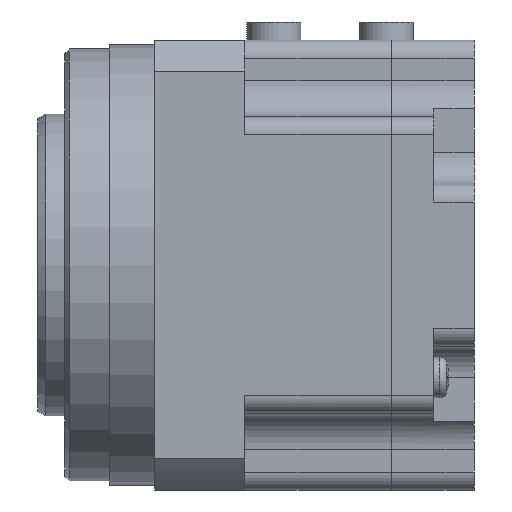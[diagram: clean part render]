
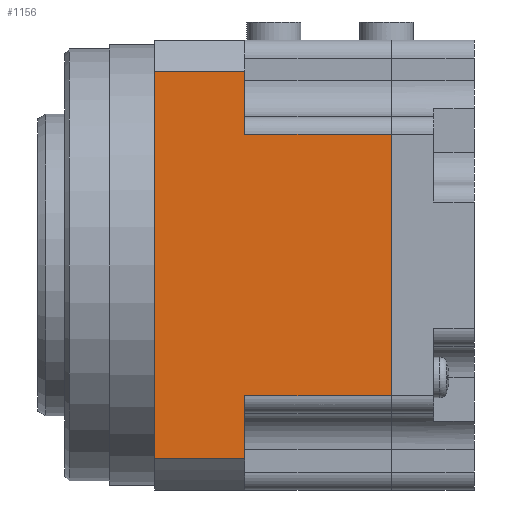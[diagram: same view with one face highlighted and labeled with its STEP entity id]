
A CAD part, front view. The second image highlights one B-rep face of the part: STEP entity #1156.
In plain terms, the highlighted planar face has unit normal (0, -1, 0).
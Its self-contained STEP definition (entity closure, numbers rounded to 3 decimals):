
#143 = VECTOR ( 'NONE', #1701, 1000. ) ;
#474 = ORIENTED_EDGE ( 'NONE', *, *, #14555, .T. ) ;
#759 = ORIENTED_EDGE ( 'NONE', *, *, #7787, .F. ) ;
#1096 = DIRECTION ( 'NONE',  ( 0., 0., 1. ) ) ;
#1098 = CARTESIAN_POINT ( 'NONE',  ( 10., -25., 14.5 ) ) ;
#1134 = ORIENTED_EDGE ( 'NONE', *, *, #14082, .T. ) ;
#1156 = ADVANCED_FACE ( 'NONE', ( #12058 ), #8507, .T. ) ;
#1159 = CARTESIAN_POINT ( 'NONE',  ( 10., -25., -14.5 ) ) ;
#1266 = ORIENTED_EDGE ( 'NONE', *, *, #7694, .T. ) ;
#1346 = VECTOR ( 'NONE', #1905, 1000. ) ;
#1389 = DIRECTION ( 'NONE',  ( 0., 0., -1. ) ) ;
#1391 = LINE ( 'NONE', #4838, #7739 ) ;
#1701 = DIRECTION ( 'NONE',  ( 0., 0., -1. ) ) ;
#1905 = DIRECTION ( 'NONE',  ( 0., 0., -1. ) ) ;
#2558 = EDGE_CURVE ( 'NONE', #15349, #15211, #6775, .T. ) ;
#3572 = CARTESIAN_POINT ( 'NONE',  ( 26.3, -25., 14.5 ) ) ;
#3714 = LINE ( 'NONE', #4134, #10068 ) ;
#3927 = CARTESIAN_POINT ( 'NONE',  ( 0., -25., -21.541 ) ) ;
#4134 = CARTESIAN_POINT ( 'NONE',  ( 0., -25., -14.5 ) ) ;
#4531 = LINE ( 'NONE', #6649, #1346 ) ;
#4838 = CARTESIAN_POINT ( 'NONE',  ( 0., -25., 14.5 ) ) ;
#4992 = ORIENTED_EDGE ( 'NONE', *, *, #2558, .T. ) ;
#5344 = VERTEX_POINT ( 'NONE', #1098 ) ;
#5443 = CARTESIAN_POINT ( 'NONE',  ( 10., -25., 21.541 ) ) ;
#5553 = ORIENTED_EDGE ( 'NONE', *, *, #14638, .T. ) ;
#5555 = CARTESIAN_POINT ( 'NONE',  ( 0., -25., -21.541 ) ) ;
#6314 = LINE ( 'NONE', #9464, #11543 ) ;
#6533 = DIRECTION ( 'NONE',  ( 1., 0., 0. ) ) ;
#6616 = LINE ( 'NONE', #8528, #9415 ) ;
#6649 = CARTESIAN_POINT ( 'NONE',  ( 10., -25., -16.5 ) ) ;
#6775 = LINE ( 'NONE', #8324, #12376 ) ;
#7118 = EDGE_LOOP ( 'NONE', ( #759, #1266, #7127, #4992, #5553, #474, #13147, #1134 ) ) ;
#7127 = ORIENTED_EDGE ( 'NONE', *, *, #14931, .T. ) ;
#7308 = CARTESIAN_POINT ( 'NONE',  ( 0., -25., -21.541 ) ) ;
#7694 = EDGE_CURVE ( 'NONE', #12468, #5344, #1391, .T. ) ;
#7739 = VECTOR ( 'NONE', #13176, 1000. ) ;
#7787 = EDGE_CURVE ( 'NONE', #12468, #12635, #6616, .T. ) ;
#8221 = VERTEX_POINT ( 'NONE', #9589 ) ;
#8324 = CARTESIAN_POINT ( 'NONE',  ( 0., -25., 21.541 ) ) ;
#8507 = PLANE ( 'NONE',  #8733 ) ;
#8528 = CARTESIAN_POINT ( 'NONE',  ( 26.3, -25., 0. ) ) ;
#8733 = AXIS2_PLACEMENT_3D ( 'NONE', #7308, #9656, #9710 ) ;
#9368 = EDGE_CURVE ( 'NONE', #11175, #8221, #4531, .T. ) ;
#9415 = VECTOR ( 'NONE', #1389, 1000. ) ;
#9464 = CARTESIAN_POINT ( 'NONE',  ( 10., -25., 16.5 ) ) ;
#9589 = CARTESIAN_POINT ( 'NONE',  ( 10., -25., -21.541 ) ) ;
#9656 = DIRECTION ( 'NONE',  ( 0., -1., 0. ) ) ;
#9710 = DIRECTION ( 'NONE',  ( 0., 0., -1. ) ) ;
#10038 = CARTESIAN_POINT ( 'NONE',  ( 0., -25., -21.541 ) ) ;
#10068 = VECTOR ( 'NONE', #6533, 1000. ) ;
#10426 = LINE ( 'NONE', #3927, #10790 ) ;
#10790 = VECTOR ( 'NONE', #12286, 1000. ) ;
#11126 = CARTESIAN_POINT ( 'NONE',  ( 0., -25., 21.541 ) ) ;
#11175 = VERTEX_POINT ( 'NONE', #1159 ) ;
#11543 = VECTOR ( 'NONE', #1096, 1000. ) ;
#11921 = DIRECTION ( 'NONE',  ( -1., 0., 0. ) ) ;
#11962 = VERTEX_POINT ( 'NONE', #5555 ) ;
#12058 = FACE_OUTER_BOUND ( 'NONE', #7118, .T. ) ;
#12286 = DIRECTION ( 'NONE',  ( 1., 0., 0. ) ) ;
#12376 = VECTOR ( 'NONE', #11921, 1000. ) ;
#12468 = VERTEX_POINT ( 'NONE', #3572 ) ;
#12635 = VERTEX_POINT ( 'NONE', #12713 ) ;
#12713 = CARTESIAN_POINT ( 'NONE',  ( 26.3, -25., -14.5 ) ) ;
#12847 = LINE ( 'NONE', #10038, #143 ) ;
#13147 = ORIENTED_EDGE ( 'NONE', *, *, #9368, .F. ) ;
#13176 = DIRECTION ( 'NONE',  ( -1., 0., 0. ) ) ;
#14082 = EDGE_CURVE ( 'NONE', #11175, #12635, #3714, .T. ) ;
#14555 = EDGE_CURVE ( 'NONE', #11962, #8221, #10426, .T. ) ;
#14638 = EDGE_CURVE ( 'NONE', #15211, #11962, #12847, .T. ) ;
#14931 = EDGE_CURVE ( 'NONE', #5344, #15349, #6314, .T. ) ;
#15211 = VERTEX_POINT ( 'NONE', #11126 ) ;
#15349 = VERTEX_POINT ( 'NONE', #5443 ) ;
